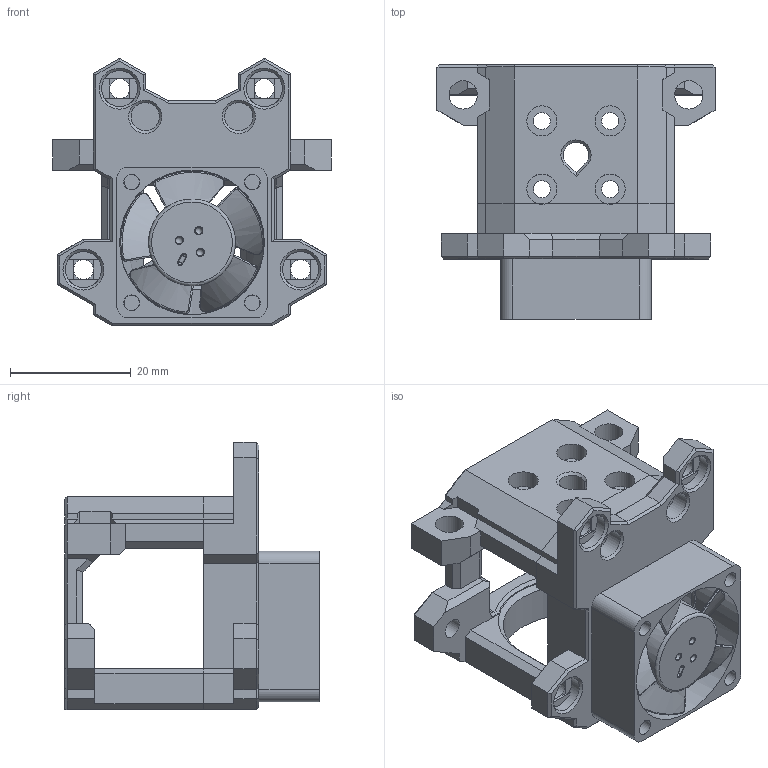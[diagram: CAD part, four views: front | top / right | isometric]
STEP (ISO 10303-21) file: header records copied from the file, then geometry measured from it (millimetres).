
FILE_DESCRIPTION(/* description */ ('','CAx-IF Rec.Pracs.---Representation and Presentation of Product Manufacturing Information (PMI)---4.0---2014-10-13'),/* implementation_level */ '2;1');
FILE_NAME(/* name */ 'Dragon_2510.step',/* time_stamp */ '2024-12-13T12:35:44+02:00',/* author */ (''),/* organization */ (''),/* preprocessor_version */ 'ST-DEVELOPER v20',/* originating_system */ 'Autodesk Translation Framework v13.20.0.188',/* authorisation */ '');
FILE_SCHEMA (('AP242_MANAGED_MODEL_BASED_3D_ENGINEERING_MIM_LF { 1 0 10303 442 1 1 4 }'));
Length unit declared in the file: millimetre
Products named in the file (4): Dragon_2510; Front (2); Back (1) (2); 2510 Fan
Assembly tree (3 placements, depth 2):
  Dragon_2510
    Front (2)
    Back (1) (2)
    2510 Fan
Bounding box: 46.1 x 42.2 x 44.32 mm (x, y, z)
Volume: 19003.5 mm3; surface area: 13894.5 mm2
Topology: 3 solids, 3 shells, 481 faces, 1229 edges, 762 vertices
Faces by surface type: plane 309, cylinder 72, bspline 68, cone 21, torus 6, sphere 5
Full cylindrical faces by diameter (mm): 2.6 x4, 2.8 x4, 3.3 x6, 4.7 x4, 5 x2, 6 x4, 14.4 x1, 24 x2
Entity records: 20830 total; most frequent: CARTESIAN_POINT 9343, ORIENTED_EDGE 2458, DIRECTION 2191, EDGE_CURVE 1229, LINE 815, VECTOR 815, VERTEX_POINT 762, AXIS2_PLACEMENT_3D 688
